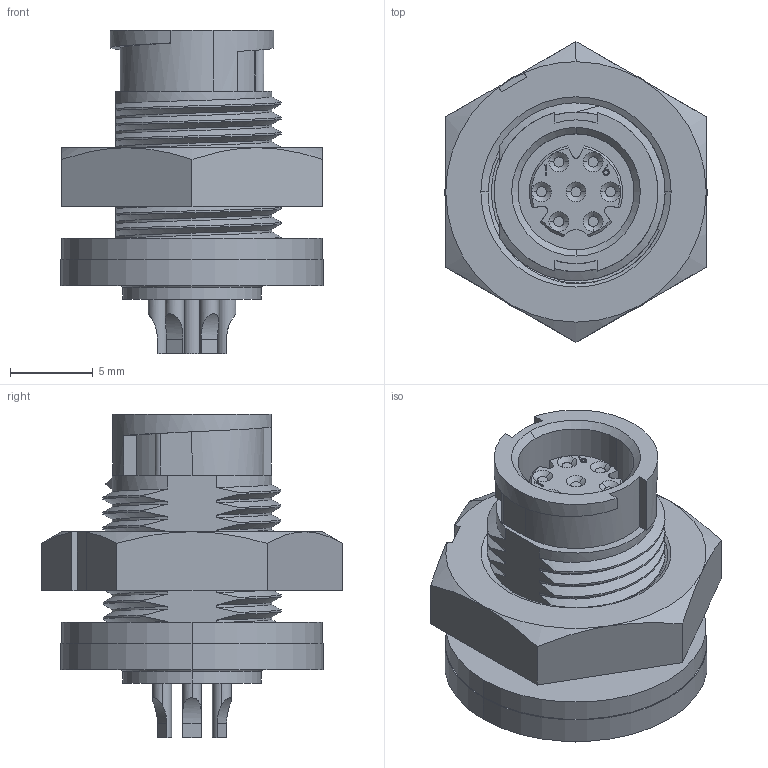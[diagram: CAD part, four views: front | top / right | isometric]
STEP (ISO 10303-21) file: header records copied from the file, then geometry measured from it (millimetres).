
FILE_DESCRIPTION (( 'STEP AP203' ), '1' );
FILE_NAME ('17982-7SG-300.STEP', '2012-12-28T17:23:42', ( '21FPBF1' ), ( 'Conxall' ), 'SwSTEP 2.0', 'SolidWorks 2012', '' );
FILE_SCHEMA (( 'CONFIG_CONTROL_DESIGN' ));
Length unit declared in the file: inch
Products named in the file (1): 17982-7SG-300
Bounding box: 15.88 x 18.18 x 19.56 mm (x, y, z)
Volume: 1882.7 mm3; surface area: 2009.4 mm2
Topology: 2 solids, 2 shells, 224 faces, 579 edges, 381 vertices
Faces by surface type: cylinder 84, plane 74, bspline 33, cone 31, torus 2
Entity records: 14285 total; most frequent: CARTESIAN_POINT 9152, ORIENTED_EDGE 1158, DIRECTION 921, EDGE_CURVE 579, VERTEX_POINT 381, AXIS2_PLACEMENT_3D 334, VECTOR 253, LINE 253
